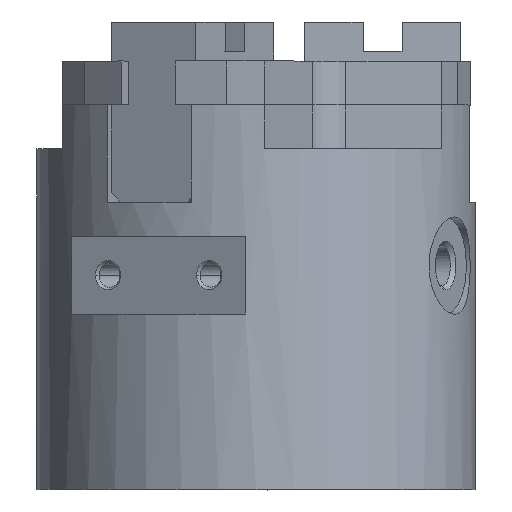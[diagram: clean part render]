
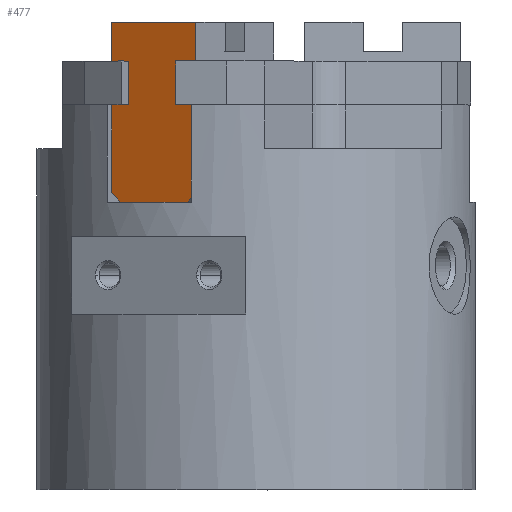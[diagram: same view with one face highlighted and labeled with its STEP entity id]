
A CAD part, top view. The second image highlights one B-rep face of the part: STEP entity #477.
In plain terms, the highlighted planar face has unit normal (-0.5, 0, 0.866).
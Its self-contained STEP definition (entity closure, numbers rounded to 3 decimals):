
#477 = ADVANCED_FACE( '', ( #1026 ), #1027, .F. );
#1026 = FACE_OUTER_BOUND( '', #1575, .T. );
#1027 = PLANE( '', #1576 );
#1575 = EDGE_LOOP( '', ( #3605, #3606, #3607, #3608, #3609, #3610, #3611, #3612, #3613, #3614, #3615, #3616, #3617, #3618 ) );
#1576 = AXIS2_PLACEMENT_3D( '', #3619, #3620, #3621 );
#3605 = ORIENTED_EDGE( '', *, *, #4254, .F. );
#3606 = ORIENTED_EDGE( '', *, *, #4219, .F. );
#3607 = ORIENTED_EDGE( '', *, *, #4215, .F. );
#3608 = ORIENTED_EDGE( '', *, *, #4223, .F. );
#3609 = ORIENTED_EDGE( '', *, *, #4226, .F. );
#3610 = ORIENTED_EDGE( '', *, *, #4229, .F. );
#3611 = ORIENTED_EDGE( '', *, *, #4232, .F. );
#3612 = ORIENTED_EDGE( '', *, *, #4235, .F. );
#3613 = ORIENTED_EDGE( '', *, *, #4238, .F. );
#3614 = ORIENTED_EDGE( '', *, *, #4241, .F. );
#3615 = ORIENTED_EDGE( '', *, *, #4244, .F. );
#3616 = ORIENTED_EDGE( '', *, *, #4247, .F. );
#3617 = ORIENTED_EDGE( '', *, *, #4250, .F. );
#3618 = ORIENTED_EDGE( '', *, *, #4253, .F. );
#3619 = CARTESIAN_POINT( '', ( -10.5, 29.5, 18.187 ) );
#3620 = DIRECTION( '', ( 0.5, 0., -0.866 ) );
#3621 = DIRECTION( '', ( -0.866, 0., -0.5 ) );
#4215 = EDGE_CURVE( '', #5226, #5228, #5229, .T. );
#4219 = EDGE_CURVE( '', #5228, #5234, #5235, .T. );
#4223 = EDGE_CURVE( '', #5239, #5226, #5241, .T. );
#4226 = EDGE_CURVE( '', #5244, #5239, #5246, .T. );
#4229 = EDGE_CURVE( '', #5249, #5244, #5251, .T. );
#4232 = EDGE_CURVE( '', #5254, #5249, #5256, .T. );
#4235 = EDGE_CURVE( '', #5259, #5254, #5261, .T. );
#4238 = EDGE_CURVE( '', #5264, #5259, #5266, .T. );
#4241 = EDGE_CURVE( '', #5269, #5264, #5271, .T. );
#4244 = EDGE_CURVE( '', #5274, #5269, #5276, .T. );
#4247 = EDGE_CURVE( '', #5279, #5274, #5281, .T. );
#4250 = EDGE_CURVE( '', #5284, #5279, #5286, .T. );
#4253 = EDGE_CURVE( '', #5289, #5284, #5291, .T. );
#4254 = EDGE_CURVE( '', #5234, #5289, #5292, .T. );
#5226 = VERTEX_POINT( '', #6914 );
#5228 = VERTEX_POINT( '', #6917 );
#5229 = LINE( '', #6918, #6919 );
#5234 = VERTEX_POINT( '', #6927 );
#5235 = LINE( '', #6928, #6929 );
#5239 = VERTEX_POINT( '', #6935 );
#5241 = LINE( '', #6938, #6939 );
#5244 = VERTEX_POINT( '', #6943 );
#5246 = LINE( '', #6946, #6947 );
#5249 = VERTEX_POINT( '', #6951 );
#5251 = LINE( '', #6954, #6955 );
#5254 = VERTEX_POINT( '', #6959 );
#5256 = LINE( '', #6962, #6963 );
#5259 = VERTEX_POINT( '', #6967 );
#5261 = LINE( '', #6970, #6971 );
#5264 = VERTEX_POINT( '', #6975 );
#5266 = LINE( '', #6978, #6979 );
#5269 = VERTEX_POINT( '', #6983 );
#5271 = LINE( '', #6986, #6987 );
#5274 = VERTEX_POINT( '', #6991 );
#5276 = LINE( '', #6994, #6995 );
#5279 = VERTEX_POINT( '', #6999 );
#5281 = LINE( '', #7002, #7003 );
#5284 = VERTEX_POINT( '', #7007 );
#5286 = LINE( '', #7010, #7011 );
#5289 = VERTEX_POINT( '', #7015 );
#5291 = LINE( '', #7018, #7019 );
#5292 = LINE( '', #7020, #7021 );
#6914 = CARTESIAN_POINT( '', ( -14.83, 44., 15.687 ) );
#6917 = CARTESIAN_POINT( '', ( -14.83, 48., 15.687 ) );
#6918 = CARTESIAN_POINT( '', ( -14.83, 44., 15.687 ) );
#6919 = VECTOR( '', #7943, 1. );
#6927 = CARTESIAN_POINT( '', ( -6.17, 48., 20.687 ) );
#6928 = CARTESIAN_POINT( '', ( -14.83, 48., 15.687 ) );
#6929 = VECTOR( '', #7947, 1. );
#6935 = CARTESIAN_POINT( '', ( -13.098, 44., 16.687 ) );
#6938 = CARTESIAN_POINT( '', ( -13.098, 44., 16.687 ) );
#6939 = VECTOR( '', #7951, 1. );
#6943 = CARTESIAN_POINT( '', ( -13.098, 39.5, 16.687 ) );
#6946 = CARTESIAN_POINT( '', ( -13.098, 39.5, 16.687 ) );
#6947 = VECTOR( '', #7954, 1. );
#6951 = CARTESIAN_POINT( '', ( -14.83, 39.5, 15.687 ) );
#6954 = CARTESIAN_POINT( '', ( -14.83, 39.5, 15.687 ) );
#6955 = VECTOR( '', #7957, 1. );
#6959 = CARTESIAN_POINT( '', ( -14.83, 30.5, 15.687 ) );
#6962 = CARTESIAN_POINT( '', ( -14.83, 30.5, 15.687 ) );
#6963 = VECTOR( '', #7960, 1. );
#6967 = CARTESIAN_POINT( '', ( -13.964, 29.5, 16.187 ) );
#6970 = CARTESIAN_POINT( '', ( -13.964, 29.5, 16.187 ) );
#6971 = VECTOR( '', #7963, 1. );
#6975 = CARTESIAN_POINT( '', ( -7.036, 29.5, 20.187 ) );
#6978 = CARTESIAN_POINT( '', ( -7.036, 29.5, 20.187 ) );
#6979 = VECTOR( '', #7966, 1. );
#6983 = CARTESIAN_POINT( '', ( -6.17, 30.5, 20.687 ) );
#6986 = CARTESIAN_POINT( '', ( -6.17, 30.5, 20.687 ) );
#6987 = VECTOR( '', #7969, 1. );
#6991 = CARTESIAN_POINT( '', ( -6.17, 39.5, 20.687 ) );
#6994 = CARTESIAN_POINT( '', ( -6.17, 39.5, 20.687 ) );
#6995 = VECTOR( '', #7972, 1. );
#6999 = CARTESIAN_POINT( '', ( -7.902, 39.5, 19.687 ) );
#7002 = CARTESIAN_POINT( '', ( -7.902, 39.5, 19.687 ) );
#7003 = VECTOR( '', #7975, 1. );
#7007 = CARTESIAN_POINT( '', ( -7.902, 44., 19.687 ) );
#7010 = CARTESIAN_POINT( '', ( -7.902, 44., 19.687 ) );
#7011 = VECTOR( '', #7978, 1. );
#7015 = CARTESIAN_POINT( '', ( -6.17, 44., 20.687 ) );
#7018 = CARTESIAN_POINT( '', ( -6.17, 44., 20.687 ) );
#7019 = VECTOR( '', #7981, 1. );
#7020 = CARTESIAN_POINT( '', ( -6.17, 48., 20.687 ) );
#7021 = VECTOR( '', #7982, 1. );
#7943 = DIRECTION( '', ( 0., 1., 0. ) );
#7947 = DIRECTION( '', ( 0.866, 0., 0.5 ) );
#7951 = DIRECTION( '', ( -0.866, 0., -0.5 ) );
#7954 = DIRECTION( '', ( 0., 1., 0. ) );
#7957 = DIRECTION( '', ( 0.866, 0., 0.5 ) );
#7960 = DIRECTION( '', ( 0., 1., 0. ) );
#7963 = DIRECTION( '', ( -0.612, 0.707, -0.354 ) );
#7966 = DIRECTION( '', ( -0.866, 0., -0.5 ) );
#7969 = DIRECTION( '', ( -0.612, -0.707, -0.354 ) );
#7972 = DIRECTION( '', ( 0., -1., 0. ) );
#7975 = DIRECTION( '', ( 0.866, 0., 0.5 ) );
#7978 = DIRECTION( '', ( 0., -1., 0. ) );
#7981 = DIRECTION( '', ( -0.866, 0., -0.5 ) );
#7982 = DIRECTION( '', ( 0., -1., 0. ) );
